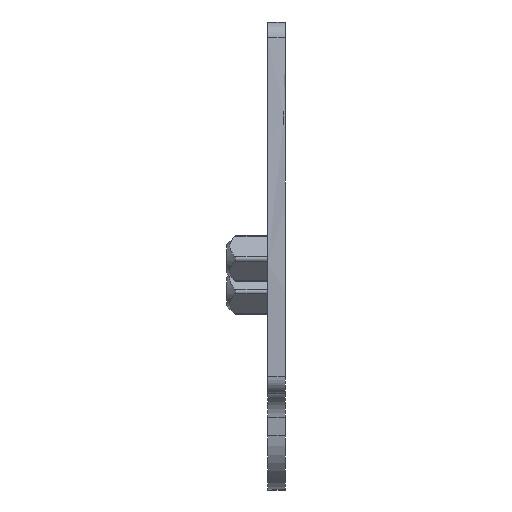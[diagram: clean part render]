
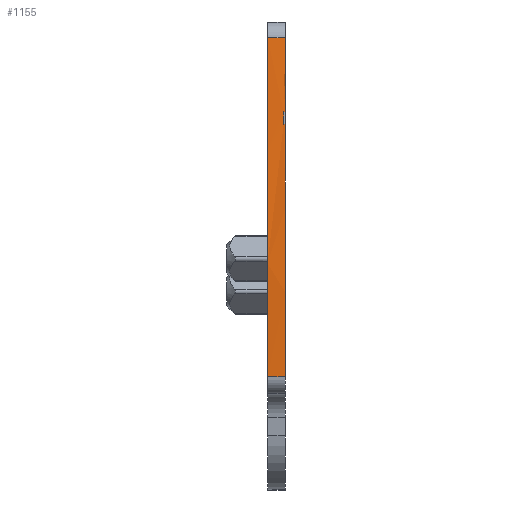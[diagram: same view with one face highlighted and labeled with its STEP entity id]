
A CAD part, front view. The second image highlights one B-rep face of the part: STEP entity #1155.
In plain terms, the highlighted cylindrical face has radius 122.182 mm (diameter 244.364 mm), a partial arc.
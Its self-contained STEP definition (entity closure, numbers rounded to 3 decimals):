
#387=AXIS2_PLACEMENT_3D('Circle Axis2P3D',#385,#386,$) ;
#970=AXIS2_PLACEMENT_3D('Circle Axis2P3D',#968,#969,$) ;
#1092=AXIS2_PLACEMENT_3D('Circle Axis2P3D',#1090,#1091,$) ;
#1097=AXIS2_PLACEMENT_3D('Circle Axis2P3D',#1095,#1096,$) ;
#1133=AXIS2_PLACEMENT_3D('Cylinder Axis2P3D',#1130,#1131,#1132) ;
#385=CARTESIAN_POINT('Axis2P3D Location',(2.3,122.182,10.)) ;
#389=CARTESIAN_POINT('Vertex',(2.3,0.978,25.426)) ;
#391=CARTESIAN_POINT('Vertex',(2.3,0.054,6.37)) ;
#945=CARTESIAN_POINT('Line Origine',(2.19,0.456,20.55)) ;
#949=CARTESIAN_POINT('Vertex',(3.3,0.456,20.55)) ;
#951=CARTESIAN_POINT('Vertex',(3.2,0.456,20.55)) ;
#958=CARTESIAN_POINT('Vertex',(3.3,0.519,21.25)) ;
#961=CARTESIAN_POINT('Line Origine',(2.19,0.519,21.25)) ;
#965=CARTESIAN_POINT('Vertex',(3.2,0.519,21.25)) ;
#968=CARTESIAN_POINT('Axis2P3D Location',(3.2,122.182,10.)) ;
#1087=CARTESIAN_POINT('Vertex',(3.3,0.978,25.426)) ;
#1090=CARTESIAN_POINT('Axis2P3D Location',(3.3,122.182,10.)) ;
#1095=CARTESIAN_POINT('Axis2P3D Location',(3.3,122.182,10.)) ;
#1099=CARTESIAN_POINT('Vertex',(3.3,0.054,6.37)) ;
#1130=CARTESIAN_POINT('Axis2P3D Location',(2.8,122.182,10.)) ;
#1135=CARTESIAN_POINT('Line Origine',(12.19,0.054,6.37)) ;
#1140=CARTESIAN_POINT('Line Origine',(12.19,0.978,25.426)) ;
#386=DIRECTION('Axis2P3D Direction',(1.,0.,0.)) ;
#946=DIRECTION('Vector Direction',(1.,0.,0.)) ;
#962=DIRECTION('Vector Direction',(1.,0.,0.)) ;
#969=DIRECTION('Axis2P3D Direction',(1.,0.,0.)) ;
#1091=DIRECTION('Axis2P3D Direction',(1.,0.,0.)) ;
#1096=DIRECTION('Axis2P3D Direction',(1.,0.,0.)) ;
#1131=DIRECTION('Axis2P3D Direction',(1.,0.,0.)) ;
#1132=DIRECTION('Axis2P3D XDirection',(0.,-0.992,0.126)) ;
#1136=DIRECTION('Vector Direction',(1.,0.,0.)) ;
#1141=DIRECTION('Vector Direction',(1.,0.,0.)) ;
#947=VECTOR('Line Direction',#946,1.) ;
#963=VECTOR('Line Direction',#962,1.) ;
#1137=VECTOR('Line Direction',#1136,1.) ;
#1142=VECTOR('Line Direction',#1141,1.) ;
#1146=ORIENTED_EDGE('',*,*,#393,.T.) ;
#1147=ORIENTED_EDGE('',*,*,#1139,.F.) ;
#1148=ORIENTED_EDGE('',*,*,#1101,.F.) ;
#1149=ORIENTED_EDGE('',*,*,#953,.T.) ;
#1150=ORIENTED_EDGE('',*,*,#972,.F.) ;
#1151=ORIENTED_EDGE('',*,*,#967,.F.) ;
#1152=ORIENTED_EDGE('',*,*,#1094,.F.) ;
#1153=ORIENTED_EDGE('',*,*,#1144,.T.) ;
#1155=ADVANCED_FACE('63536_AEP_PGTB_1-5_4C-2',(#1154),#1134,.T.) ;
#388=CIRCLE('generated circle',#387,122.182) ;
#971=CIRCLE('generated circle',#970,122.182) ;
#1093=CIRCLE('generated circle',#1092,122.182) ;
#1098=CIRCLE('generated circle',#1097,122.182) ;
#1134=CYLINDRICAL_SURFACE('generated cylinder',#1133,122.182) ;
#393=EDGE_CURVE('',#390,#392,#388,.T.) ;
#953=EDGE_CURVE('',#950,#952,#948,.F.) ;
#967=EDGE_CURVE('',#959,#966,#964,.F.) ;
#972=EDGE_CURVE('',#966,#952,#971,.T.) ;
#1094=EDGE_CURVE('',#1088,#959,#1093,.T.) ;
#1101=EDGE_CURVE('',#950,#1100,#1098,.T.) ;
#1139=EDGE_CURVE('',#1100,#392,#1138,.F.) ;
#1144=EDGE_CURVE('',#1088,#390,#1143,.F.) ;
#1145=EDGE_LOOP('',(#1146,#1147,#1148,#1149,#1150,#1151,#1152,#1153)) ;
#1154=FACE_OUTER_BOUND('',#1145,.T.) ;
#948=LINE('Line',#945,#947) ;
#964=LINE('Line',#961,#963) ;
#1138=LINE('Line',#1135,#1137) ;
#1143=LINE('Line',#1140,#1142) ;
#390=VERTEX_POINT('',#389) ;
#392=VERTEX_POINT('',#391) ;
#950=VERTEX_POINT('',#949) ;
#952=VERTEX_POINT('',#951) ;
#959=VERTEX_POINT('',#958) ;
#966=VERTEX_POINT('',#965) ;
#1088=VERTEX_POINT('',#1087) ;
#1100=VERTEX_POINT('',#1099) ;
